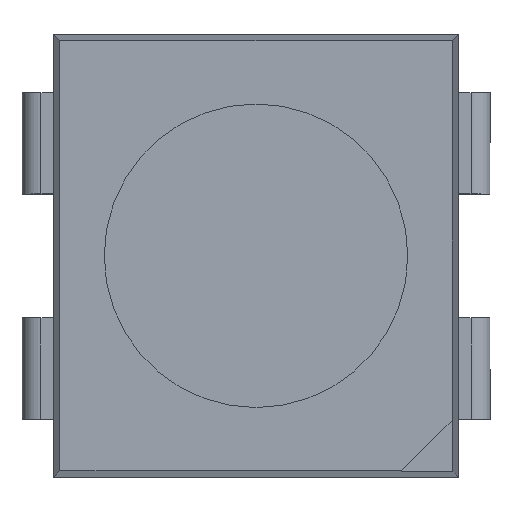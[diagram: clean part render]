
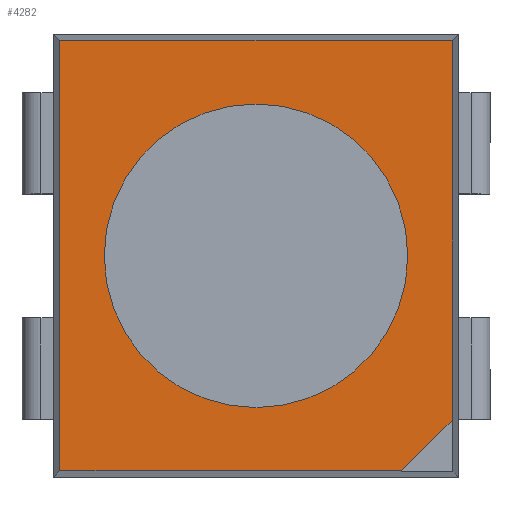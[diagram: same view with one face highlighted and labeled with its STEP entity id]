
A CAD part, top view. The second image highlights one B-rep face of the part: STEP entity #4282.
In plain terms, the highlighted planar face has unit normal (0, 0, 1).
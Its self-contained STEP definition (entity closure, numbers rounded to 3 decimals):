
#151 = VERTEX_POINT ( 'NONE', #2139 ) ;
#250 = PLANE ( 'NONE',  #5211 ) ;
#261 = VERTEX_POINT ( 'NONE', #894 ) ;
#344 = VERTEX_POINT ( 'NONE', #1904 ) ;
#379 = CARTESIAN_POINT ( 'NONE',  ( -1.6, 1.7, 1.95 ) ) ;
#493 = CARTESIAN_POINT ( 'NONE',  ( 0., 0., 1.95 ) ) ;
#516 = DIRECTION ( 'NONE',  ( 0., 0., 1. ) ) ;
#529 = CARTESIAN_POINT ( 'NONE',  ( 1.55, 1.75, 1.95 ) ) ;
#609 = ORIENTED_EDGE ( 'NONE', *, *, #5538, .T. ) ;
#673 = VERTEX_POINT ( 'NONE', #5427 ) ;
#690 = ORIENTED_EDGE ( 'NONE', *, *, #4448, .F. ) ;
#747 = DIRECTION ( 'NONE',  ( -1., 0., 0. ) ) ;
#894 = CARTESIAN_POINT ( 'NONE',  ( 1.55, -1.3, 1.95 ) ) ;
#969 = FACE_OUTER_BOUND ( 'NONE', #1704, .T. ) ;
#1208 = ORIENTED_EDGE ( 'NONE', *, *, #2395, .T. ) ;
#1234 = ORIENTED_EDGE ( 'NONE', *, *, #3273, .T. ) ;
#1398 = DIRECTION ( 'NONE',  ( 0., 1., 0. ) ) ;
#1400 = VECTOR ( 'NONE', #2162, 1000. ) ;
#1445 = ORIENTED_EDGE ( 'NONE', *, *, #5149, .T. ) ;
#1450 = VERTEX_POINT ( 'NONE', #2392 ) ;
#1542 = ORIENTED_EDGE ( 'NONE', *, *, #2028, .F. ) ;
#1622 = EDGE_LOOP ( 'NONE', ( #1542, #4309 ) ) ;
#1670 = VECTOR ( 'NONE', #5215, 1000. ) ;
#1704 = EDGE_LOOP ( 'NONE', ( #690, #609, #1208, #1445, #1234 ) ) ;
#1748 = VERTEX_POINT ( 'NONE', #2898 ) ;
#1904 = CARTESIAN_POINT ( 'NONE',  ( 1.55, 1.7, 1.95 ) ) ;
#2028 = EDGE_CURVE ( 'NONE', #4156, #673, #4258, .T. ) ;
#2080 = LINE ( 'NONE', #4431, #2633 ) ;
#2135 = VECTOR ( 'NONE', #747, 1000. ) ;
#2139 = CARTESIAN_POINT ( 'NONE',  ( -1.55, 1.7, 1.95 ) ) ;
#2144 = CARTESIAN_POINT ( 'NONE',  ( 1.1, -1.7, 1.95 ) ) ;
#2162 = DIRECTION ( 'NONE',  ( 1., 0., 0. ) ) ;
#2366 = CARTESIAN_POINT ( 'NONE',  ( 1.2, 0., 1.95 ) ) ;
#2392 = CARTESIAN_POINT ( 'NONE',  ( -1.55, -1.7, 1.95 ) ) ;
#2395 = EDGE_CURVE ( 'NONE', #344, #151, #5631, .T. ) ;
#2582 = LINE ( 'NONE', #2144, #1400 ) ;
#2633 = VECTOR ( 'NONE', #2692, 1000. ) ;
#2692 = DIRECTION ( 'NONE',  ( 0., -1., 0. ) ) ;
#2772 = AXIS2_PLACEMENT_3D ( 'NONE', #493, #516, #4899 ) ;
#2898 = CARTESIAN_POINT ( 'NONE',  ( 1.15, -1.7, 1.95 ) ) ;
#3189 = DIRECTION ( 'NONE',  ( 0., 0., 1. ) ) ;
#3245 = DIRECTION ( 'NONE',  ( 1., 0., 0. ) ) ;
#3273 = EDGE_CURVE ( 'NONE', #1450, #1748, #2582, .T. ) ;
#3345 = LINE ( 'NONE', #529, #5541 ) ;
#3511 = CARTESIAN_POINT ( 'NONE',  ( 1.6, -1.25, 1.95 ) ) ;
#3989 = AXIS2_PLACEMENT_3D ( 'NONE', #4495, #3189, #3245 ) ;
#4082 = EDGE_CURVE ( 'NONE', #673, #4156, #5236, .T. ) ;
#4156 = VERTEX_POINT ( 'NONE', #2366 ) ;
#4258 = CIRCLE ( 'NONE', #2772, 1.2 ) ;
#4282 = ADVANCED_FACE ( 'NONE', ( #969, #4815 ), #250, .T. ) ;
#4309 = ORIENTED_EDGE ( 'NONE', *, *, #4082, .F. ) ;
#4431 = CARTESIAN_POINT ( 'NONE',  ( -1.55, -1.75, 1.95 ) ) ;
#4448 = EDGE_CURVE ( 'NONE', #261, #1748, #5089, .T. ) ;
#4495 = CARTESIAN_POINT ( 'NONE',  ( 0., 0., 1.95 ) ) ;
#4700 = DIRECTION ( 'NONE',  ( 0., 0., 1. ) ) ;
#4815 = FACE_BOUND ( 'NONE', #1622, .T. ) ;
#4899 = DIRECTION ( 'NONE',  ( 1., 0., 0. ) ) ;
#5089 = LINE ( 'NONE', #3511, #1670 ) ;
#5101 = DIRECTION ( 'NONE',  ( 1., 0., 0. ) ) ;
#5117 = CARTESIAN_POINT ( 'NONE',  ( 0., 0., 1.95 ) ) ;
#5149 = EDGE_CURVE ( 'NONE', #151, #1450, #2080, .T. ) ;
#5211 = AXIS2_PLACEMENT_3D ( 'NONE', #5117, #4700, #5101 ) ;
#5215 = DIRECTION ( 'NONE',  ( -0.707, -0.707, 0. ) ) ;
#5236 = CIRCLE ( 'NONE', #3989, 1.2 ) ;
#5427 = CARTESIAN_POINT ( 'NONE',  ( -1.2, 0., 1.95 ) ) ;
#5538 = EDGE_CURVE ( 'NONE', #261, #344, #3345, .T. ) ;
#5541 = VECTOR ( 'NONE', #1398, 1000. ) ;
#5631 = LINE ( 'NONE', #379, #2135 ) ;
